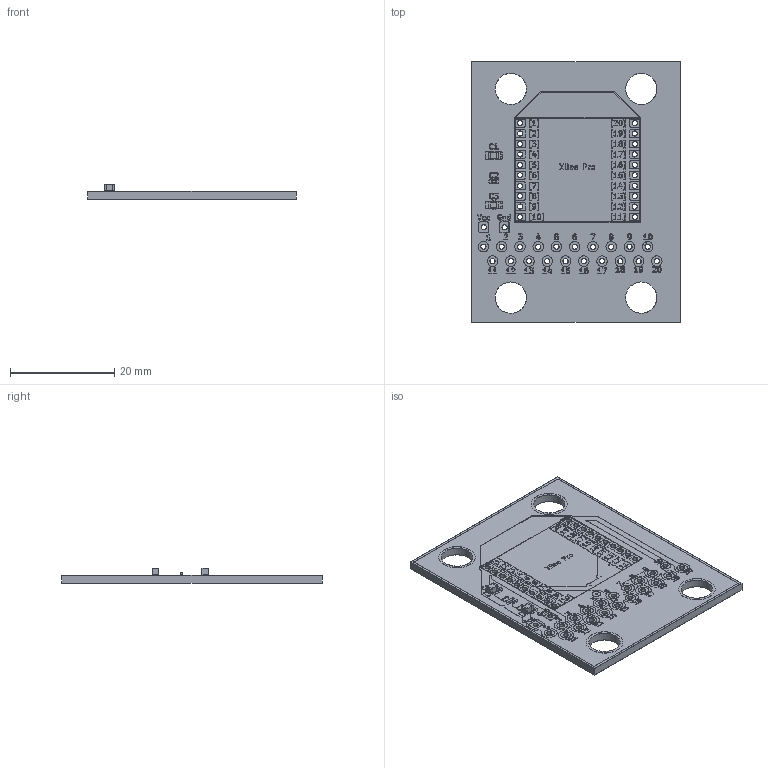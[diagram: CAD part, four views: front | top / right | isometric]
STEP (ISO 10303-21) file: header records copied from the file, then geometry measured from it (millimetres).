
FILE_DESCRIPTION(('KiCad electronic assembly'),'2;1');
FILE_NAME('XBee Pro THT Mounting PCB.step','2025-03-10T00:35:52',( 'Pcbnew'),('Kicad'),'Open CASCADE STEP processor 7.8', 'KiCad to STEP converter','Unknown');
FILE_SCHEMA(('AUTOMOTIVE_DESIGN { 1 0 10303 214 1 1 1 1 }'));
Length unit declared in the file: millimetre
Products named in the file (8): XBee Pro THT Mounting PCB 1; C_0805_2012Metric; C_0402_1005Metric; XBee Pro THT Mounting PCB_copper; XBee Pro THT Mounting PCB_pad; XBee Pro THT Mounting PCB_silkscreen; XBee Pro THT Mounting PCB_soldermask; XBee Pro THT Mounting PCB_PCB
Assembly tree (8 placements, depth 2):
  XBee Pro THT Mounting PCB 1
    C_0805_2012Metric  x2
    C_0402_1005Metric
    XBee Pro THT Mounting PCB_copper
    XBee Pro THT Mounting PCB_pad
    XBee Pro THT Mounting PCB_silkscreen
    XBee Pro THT Mounting PCB_soldermask
    XBee Pro THT Mounting PCB_PCB
Bounding box: 40 x 50 x 2.9 mm (x, y, z)
Volume: 2862.9 mm3; surface area: 11307.3 mm2
Topology: 137 solids, 267 shells, 1539 faces, 5964 edges, 4835 vertices
Faces by surface type: plane 944, cylinder 595
Full cylindrical faces by diameter (mm): 0.3 x4, 0.95 x126, 1 x87, 1.609 x1, 2 x40, 3.01 x9, 6 x4, 7.009 x4
Entity records: 66612 total; most frequent: CARTESIAN_POINT 12199, DIRECTION 10957, ORIENTED_EDGE 9207, EDGE_CURVE 5892, VERTEX_POINT 4787, LINE 3867, VECTOR 3867, AXIS2_PLACEMENT_3D 3545
